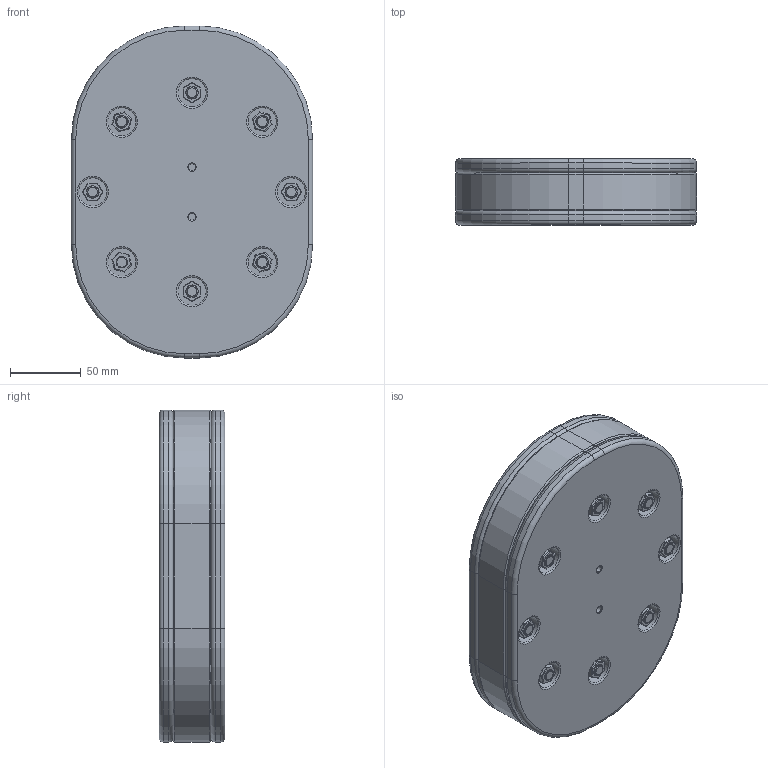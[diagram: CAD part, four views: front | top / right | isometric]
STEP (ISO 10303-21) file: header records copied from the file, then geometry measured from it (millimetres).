
FILE_DESCRIPTION(/* description */ (''),/* implementation_level */ '2;1');
FILE_NAME(/* name */ 'Inductive charger.step',/* time_stamp */ '2025-05-06T14:31:49+02:00',/* author */ (''),/* organization */ (''),/* preprocessor_version */ 'ST-DEVELOPER v20.1',/* originating_system */ 'Autodesk Translation Framework v14.4.0.0',/* authorisation */ '');
FILE_SCHEMA (('AUTOMOTIVE_DESIGN { 1 0 10303 214 3 1 1 }'));
Length unit declared in the file: millimetre
Products named in the file (1): Inductive charger
Bounding box: 170 x 46.5 x 234 mm (x, y, z)
Volume: 1542648.2 mm3; surface area: 267150.2 mm2
Topology: 20 solids, 20 shells, 820 faces, 1689 edges, 920 vertices
Faces by surface type: cylinder 370, sphere 190, plane 159, torus 101
Full cylindrical faces by diameter (mm): 5 x4, 8 x24, 20 x16, 111 x1, 113 x2
Entity records: 21506 total; most frequent: DIRECTION 4326, CARTESIAN_POINT 3430, ORIENTED_EDGE 3378, AXIS2_PLACEMENT_3D 1816, EDGE_CURVE 1689, CIRCLE 991, VERTEX_POINT 920, EDGE_LOOP 901
